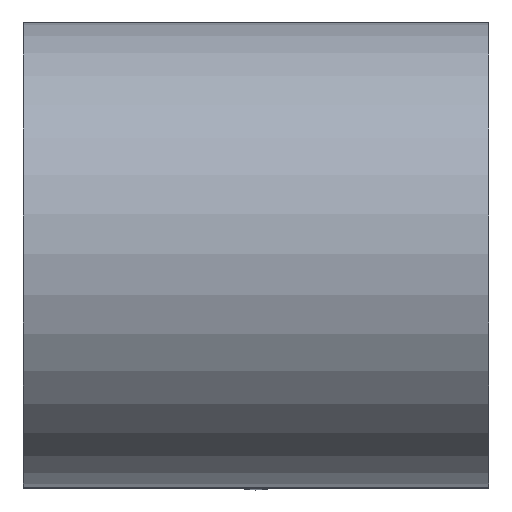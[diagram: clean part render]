
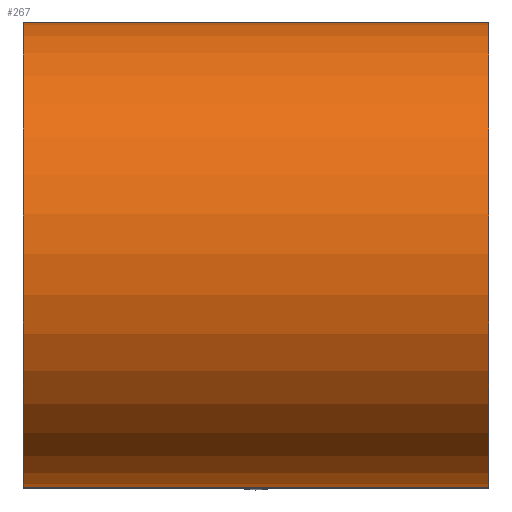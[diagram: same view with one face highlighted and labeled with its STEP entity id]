
A CAD part, top view. The second image highlights one B-rep face of the part: STEP entity #267.
In plain terms, the highlighted cylindrical face has radius 27.5 mm (diameter 55 mm), a partial arc.
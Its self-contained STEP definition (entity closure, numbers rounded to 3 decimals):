
#43=FACE_OUTER_BOUND('',#59,.T.);
#59=EDGE_LOOP('',(#243,#244,#245,#246));
#74=LINE('',#612,#94);
#80=LINE('',#623,#100);
#94=VECTOR('',#376,10.);
#100=VECTOR('',#386,10.);
#115=CIRCLE('',#310,27.5);
#116=CIRCLE('',#315,27.5);
#135=VERTEX_POINT('',#602);
#136=VERTEX_POINT('',#603);
#139=VERTEX_POINT('',#611);
#142=VERTEX_POINT('',#621);
#167=EDGE_CURVE('',#135,#136,#115,.T.);
#171=EDGE_CURVE('',#139,#136,#74,.T.);
#177=EDGE_CURVE('',#135,#142,#80,.T.);
#178=EDGE_CURVE('',#139,#142,#116,.T.);
#243=ORIENTED_EDGE('',*,*,#177,.T.);
#244=ORIENTED_EDGE('',*,*,#178,.F.);
#245=ORIENTED_EDGE('',*,*,#171,.T.);
#246=ORIENTED_EDGE('',*,*,#167,.F.);
#253=CYLINDRICAL_SURFACE('',#314,27.5);
#267=ADVANCED_FACE('',(#43),#253,.T.);
#310=AXIS2_PLACEMENT_3D('',#604,#369,#370);
#314=AXIS2_PLACEMENT_3D('',#624,#387,#388);
#315=AXIS2_PLACEMENT_3D('',#625,#389,#390);
#369=DIRECTION('center_axis',(-1.,0.,0.));
#370=DIRECTION('ref_axis',(0.,1.,0.));
#376=DIRECTION('',(-1.,0.,0.));
#386=DIRECTION('',(1.,0.,0.));
#387=DIRECTION('center_axis',(1.,0.,0.));
#388=DIRECTION('ref_axis',(0.,1.,0.));
#389=DIRECTION('center_axis',(1.,0.,0.));
#390=DIRECTION('ref_axis',(0.,1.,0.));
#602=CARTESIAN_POINT('',(-27.5,-27.5,0.));
#603=CARTESIAN_POINT('',(-27.5,27.5,0.));
#604=CARTESIAN_POINT('Origin',(-27.5,0.,0.));
#611=CARTESIAN_POINT('',(27.5,27.5,0.));
#612=CARTESIAN_POINT('',(0.,27.5,0.));
#621=CARTESIAN_POINT('',(27.5,-27.5,0.));
#623=CARTESIAN_POINT('',(0.,-27.5,0.));
#624=CARTESIAN_POINT('Origin',(0.,0.,0.));
#625=CARTESIAN_POINT('Origin',(27.5,0.,0.));
